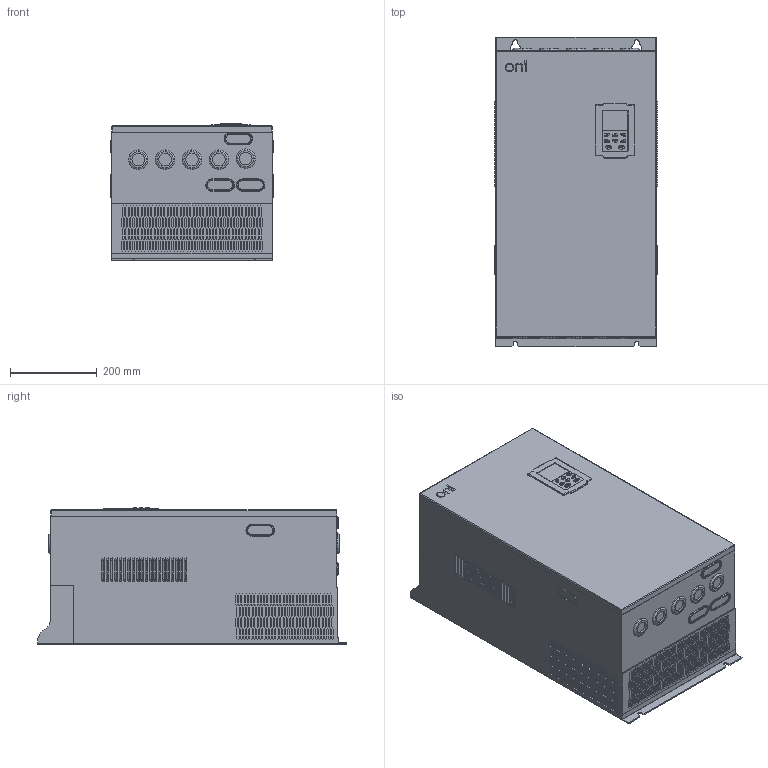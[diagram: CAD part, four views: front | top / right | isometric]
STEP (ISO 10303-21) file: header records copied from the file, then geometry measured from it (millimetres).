
FILE_DESCRIPTION (( 'STEP AP203' ), '1' );
FILE_NAME ('Ï× Ê750 380Â 3Ô 110-132êÂò 210-253À ONI.STEP', '2023-01-12T12:51:13', ( '' ), ( '' ), 'SwSTEP 2.0', 'SolidWorks 2022', '' );
FILE_SCHEMA (( 'CONFIG_CONTROL_DESIGN' ));
Products named in the file (1): ПЧ К750 380В 3Ф 110-132кВт 210-253А ONI
Bounding box: 378 x 714.5 x 315 mm (x, y, z)
Volume: 74627439.6 mm3; surface area: 1374136.2 mm2
Topology: 1 solids, 1 shells, 4655 faces, 12124 edges, 8034 vertices
Faces by surface type: plane 3790, cylinder 735, torus 114, bspline 12, sphere 4
Entity records: 142673 total; most frequent: CARTESIAN_POINT 26464, ORIENTED_EDGE 24224, DIRECTION 23136, EDGE_CURVE 12112, VECTOR 10328, LINE 10328, VERTEX_POINT 8034, AXIS2_PLACEMENT_3D 6404
